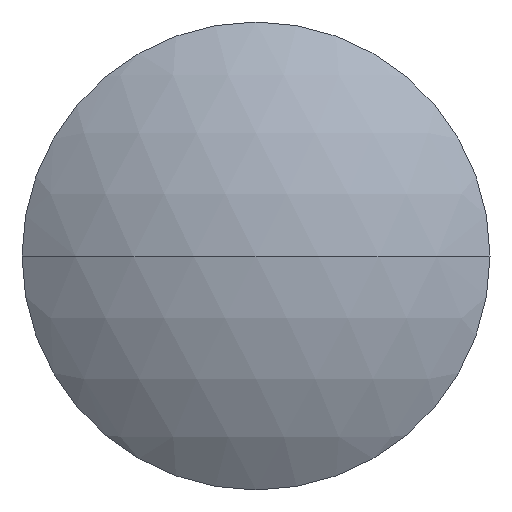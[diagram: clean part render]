
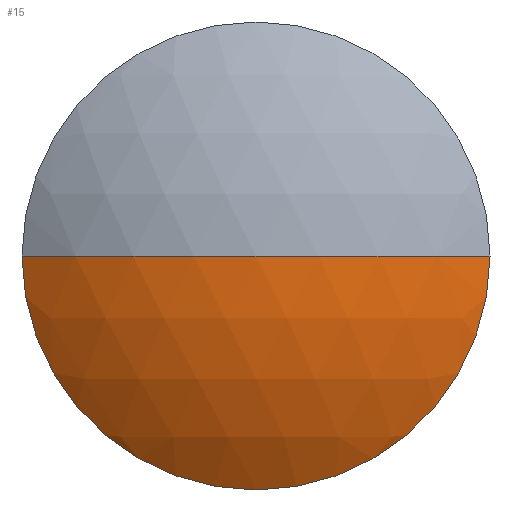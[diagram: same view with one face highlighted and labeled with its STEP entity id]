
A CAD part, left-side view. The second image highlights one B-rep face of the part: STEP entity #15.
In plain terms, the highlighted spherical face has radius 13.608 mm.
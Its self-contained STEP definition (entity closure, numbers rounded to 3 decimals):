
#4 = DIRECTION ( 'NONE',  ( 0., 0., -1. ) ) ;
#15 = ADVANCED_FACE ( 'NONE', ( #246 ), #164, .T. ) ;
#21 = ORIENTED_EDGE ( 'NONE', *, *, #167, .T. ) ;
#30 = CARTESIAN_POINT ( 'NONE',  ( 64.72, 30.624, 0. ) ) ;
#41 = VERTEX_POINT ( 'NONE', #222 ) ;
#50 = CARTESIAN_POINT ( 'NONE',  ( 53.712, 30.624, 0. ) ) ;
#84 = AXIS2_PLACEMENT_3D ( 'NONE', #326, #106, #192 ) ;
#88 = CARTESIAN_POINT ( 'NONE',  ( 51.112, 30.624, 0. ) ) ;
#106 = DIRECTION ( 'NONE',  ( 0., 0., -1. ) ) ;
#109 = DIRECTION ( 'NONE',  ( 1., 0., 0. ) ) ;
#132 = ORIENTED_EDGE ( 'NONE', *, *, #156, .T. ) ;
#144 = DIRECTION ( 'NONE',  ( 0., 1., 0. ) ) ;
#145 = CARTESIAN_POINT ( 'NONE',  ( 53.712, 30.624, -8. ) ) ;
#153 = CIRCLE ( 'NONE', #250, 8. ) ;
#156 = EDGE_CURVE ( 'NONE', #214, #318, #227, .T. ) ;
#164 = SPHERICAL_SURFACE ( 'NONE', #84, 13.608 ) ;
#167 = EDGE_CURVE ( 'NONE', #252, #214, #316, .T. ) ;
#172 = DIRECTION ( 'NONE',  ( 0., 0., 1. ) ) ;
#177 = EDGE_CURVE ( 'NONE', #41, #318, #340, .T. ) ;
#192 = DIRECTION ( 'NONE',  ( 0., 1., 0. ) ) ;
#204 = AXIS2_PLACEMENT_3D ( 'NONE', #30, #4, #144 ) ;
#214 = VERTEX_POINT ( 'NONE', #307 ) ;
#220 = ORIENTED_EDGE ( 'NONE', *, *, #247, .T. ) ;
#221 = AXIS2_PLACEMENT_3D ( 'NONE', #50, #251, #328 ) ;
#222 = CARTESIAN_POINT ( 'NONE',  ( 53.712, 38.624, 0. ) ) ;
#227 = CIRCLE ( 'NONE', #204, 13.608 ) ;
#246 = FACE_OUTER_BOUND ( 'NONE', #278, .T. ) ;
#247 = EDGE_CURVE ( 'NONE', #41, #252, #153, .T. ) ;
#250 = AXIS2_PLACEMENT_3D ( 'NONE', #333, #293, #172 ) ;
#251 = DIRECTION ( 'NONE',  ( -1., 0., 0. ) ) ;
#252 = VERTEX_POINT ( 'NONE', #145 ) ;
#253 = CARTESIAN_POINT ( 'NONE',  ( 64.72, 30.624, 0. ) ) ;
#278 = EDGE_LOOP ( 'NONE', ( #220, #21, #132, #337 ) ) ;
#283 = DIRECTION ( 'NONE',  ( 0., 0., 1. ) ) ;
#293 = DIRECTION ( 'NONE',  ( -1., 0., 0. ) ) ;
#307 = CARTESIAN_POINT ( 'NONE',  ( 53.712, 22.624, 0. ) ) ;
#316 = CIRCLE ( 'NONE', #221, 8. ) ;
#317 = AXIS2_PLACEMENT_3D ( 'NONE', #253, #283, #109 ) ;
#318 = VERTEX_POINT ( 'NONE', #88 ) ;
#326 = CARTESIAN_POINT ( 'NONE',  ( 64.72, 30.624, 0. ) ) ;
#328 = DIRECTION ( 'NONE',  ( 0., 0., 1. ) ) ;
#333 = CARTESIAN_POINT ( 'NONE',  ( 53.712, 30.624, 0. ) ) ;
#337 = ORIENTED_EDGE ( 'NONE', *, *, #177, .F. ) ;
#340 = CIRCLE ( 'NONE', #317, 13.608 ) ;
